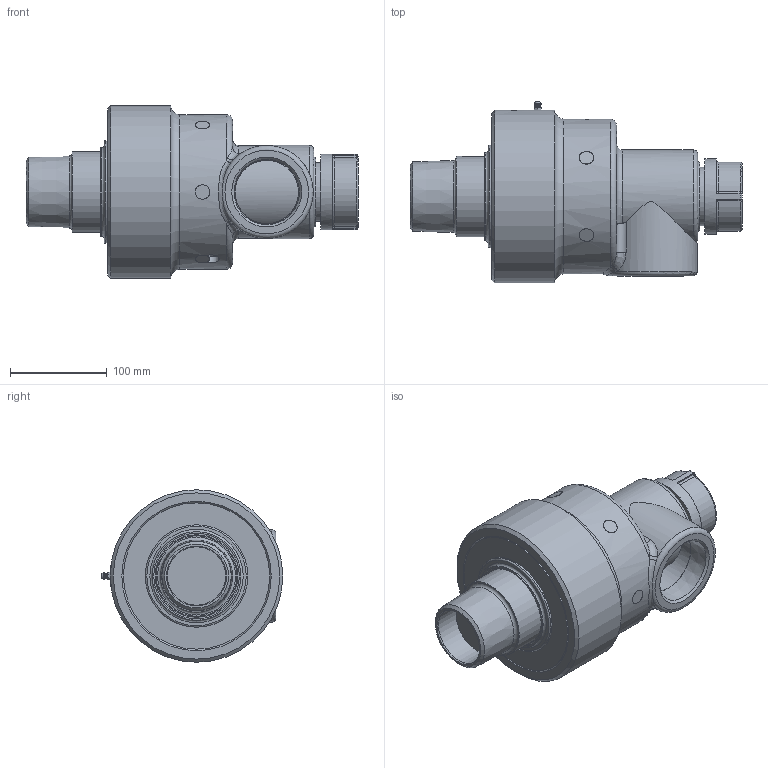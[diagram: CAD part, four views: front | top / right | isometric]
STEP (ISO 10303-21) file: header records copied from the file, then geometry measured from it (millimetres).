
FILE_DESCRIPTION(/* description */ (''),/* implementation_level */ '2;1');
FILE_NAME(/* name */ '755-780-413-IC.stp',/* time_stamp */ '2020-05-20T10:51:20-05:00',/* author */ ('dyurkovich'),/* organization */ (''),/* preprocessor_version */ 'ST-DEVELOPER v18',/* originating_system */ 'Autodesk Inventor 2020',/* authorisation */ '');
FILE_SCHEMA (('AUTOMOTIVE_DESIGN { 1 0 10303 214 3 1 1 }'));
Products named in the file (1): 755-780-413-IC
Bounding box: 342.82 x 187.56 x 178.18 mm (x, y, z)
Volume: 4182512.2 mm3; surface area: 196482.1 mm2
Topology: 1 solids, 1 shells, 420 faces, 1085 edges, 718 vertices
Faces by surface type: bspline 173, plane 140, cylinder 73, torus 18, cone 12, sphere 4
Full cylindrical faces by diameter (mm): 6.325 x1, 15 x1, 60.3 x1, 65.481 x1, 77.85 x1, 83.3 x1, 88.36 x1, 91.61 x1, 105.87 x1, 151 x1, 159.9 x1, 178.18 x1
Entity records: 46913 total; most frequent: CARTESIAN_POINT 37197, ORIENTED_EDGE 2170, DIRECTION 1621, EDGE_CURVE 1085, VERTEX_POINT 718, AXIS2_PLACEMENT_3D 622, EDGE_LOOP 471, FACE_OUTER_BOUND 420
